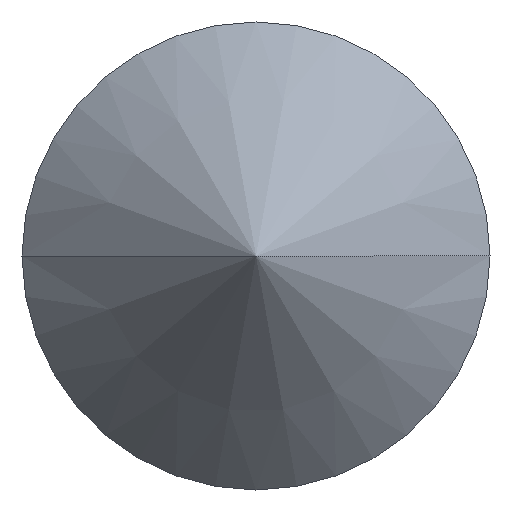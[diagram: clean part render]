
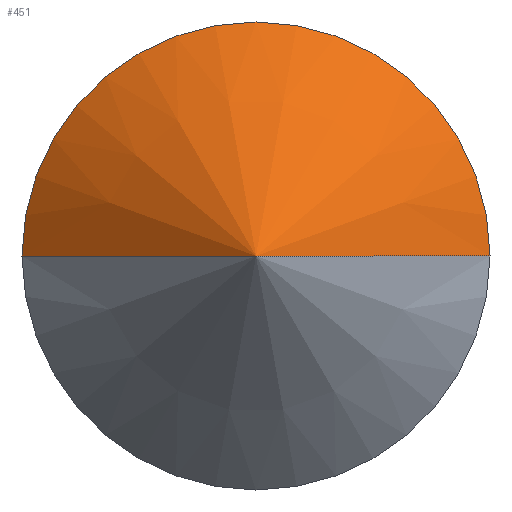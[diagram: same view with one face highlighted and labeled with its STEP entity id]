
A CAD part, left-side view. The second image highlights one B-rep face of the part: STEP entity #451.
In plain terms, the highlighted conical face has half-angle 45 degrees and reference radius 2 mm.
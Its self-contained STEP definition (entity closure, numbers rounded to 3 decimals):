
#9 = CARTESIAN_POINT ( 'NONE',  ( 0., -2., 0. ) ) ;
#13 = CARTESIAN_POINT ( 'NONE',  ( 0., -2., 0. ) ) ;
#29 = EDGE_CURVE ( 'NONE', #152, #230, #111, .T. ) ;
#37 = EDGE_LOOP ( 'NONE', ( #172, #312, #432 ) ) ;
#45 = CARTESIAN_POINT ( 'NONE',  ( 0., 0., 0. ) ) ;
#64 = DIRECTION ( 'NONE',  ( 0.707, 0.707, 0. ) ) ;
#99 = AXIS2_PLACEMENT_3D ( 'NONE', #45, #198, #459 ) ;
#111 = CIRCLE ( 'NONE', #99, 2. ) ;
#113 = VERTEX_POINT ( 'NONE', #212 ) ;
#117 = CARTESIAN_POINT ( 'NONE',  ( 0., 2., 0. ) ) ;
#138 = CARTESIAN_POINT ( 'NONE',  ( 0., 2., 0. ) ) ;
#152 = VERTEX_POINT ( 'NONE', #13 ) ;
#160 = DIRECTION ( 'NONE',  ( 0., 1., 0. ) ) ;
#161 = AXIS2_PLACEMENT_3D ( 'NONE', #193, #455, #160 ) ;
#162 = LINE ( 'NONE', #138, #242 ) ;
#164 = LINE ( 'NONE', #9, #370 ) ;
#172 = ORIENTED_EDGE ( 'NONE', *, *, #413, .F. ) ;
#193 = CARTESIAN_POINT ( 'NONE',  ( 0., 0., 0. ) ) ;
#198 = DIRECTION ( 'NONE',  ( -1., 0., 0. ) ) ;
#212 = CARTESIAN_POINT ( 'NONE',  ( -2., 0., 0. ) ) ;
#230 = VERTEX_POINT ( 'NONE', #117 ) ;
#242 = VECTOR ( 'NONE', #64, 1000. ) ;
#288 = DIRECTION ( 'NONE',  ( 0.707, -0.707, 0. ) ) ;
#312 = ORIENTED_EDGE ( 'NONE', *, *, #313, .T. ) ;
#313 = EDGE_CURVE ( 'NONE', #113, #152, #164, .T. ) ;
#370 = VECTOR ( 'NONE', #288, 1000. ) ;
#401 = CONICAL_SURFACE ( 'NONE', #161, 2., 0.785 ) ;
#413 = EDGE_CURVE ( 'NONE', #113, #230, #162, .T. ) ;
#432 = ORIENTED_EDGE ( 'NONE', *, *, #29, .T. ) ;
#449 = FACE_OUTER_BOUND ( 'NONE', #37, .T. ) ;
#451 = ADVANCED_FACE ( 'NONE', ( #449 ), #401, .T. ) ;
#455 = DIRECTION ( 'NONE',  ( 1., 0., 0. ) ) ;
#459 = DIRECTION ( 'NONE',  ( 0., -1., 0. ) ) ;
